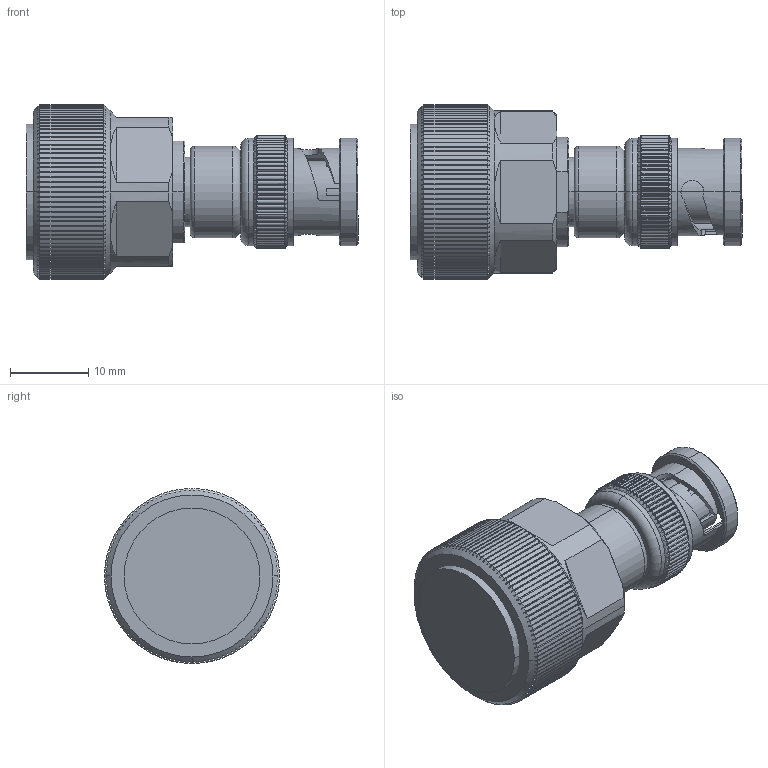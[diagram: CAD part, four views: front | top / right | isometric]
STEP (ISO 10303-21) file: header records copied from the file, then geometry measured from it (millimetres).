
FILE_DESCRIPTION (( 'STEP AP203' ), '1' );
FILE_NAME ('FMAD1293_3D.STEP', '2022-03-18T18:10:44', ( '' ), ( '' ), 'SwSTEP 2.0', 'SolidWorks 2021', '' );
FILE_SCHEMA (( 'CONFIG_CONTROL_DESIGN' ));
Length unit declared in the file: inch
Products named in the file (3): FMAD1293_3D; Copy of 7 mm for adapter^FMAD1293; Copy of BNC Male body^FMAD1293_with flange
Assembly tree (2 placements, depth 2):
  FMAD1293_3D
    Copy of 7 mm for adapter^FMAD1293
    Copy of BNC Male body^FMAD1293_with flange
Bounding box: 42.41 x 22.35 x 22.35 mm (x, y, z)
Volume: 11895.3 mm3; surface area: 6189.5 mm2
Topology: 4 solids, 4 shells, 869 faces, 2498 edges, 1644 vertices
Faces by surface type: plane 423, cylinder 386, cone 44, bspline 8, torus 6, sphere 2
Entity records: 30919 total; most frequent: CARTESIAN_POINT 9256, ORIENTED_EDGE 4992, DIRECTION 3872, EDGE_CURVE 2496, VERTEX_POINT 1644, AXIS2_PLACEMENT_3D 1502, B_SPLINE_CURVE_WITH_KNOTS 976, EDGE_LOOP 884
